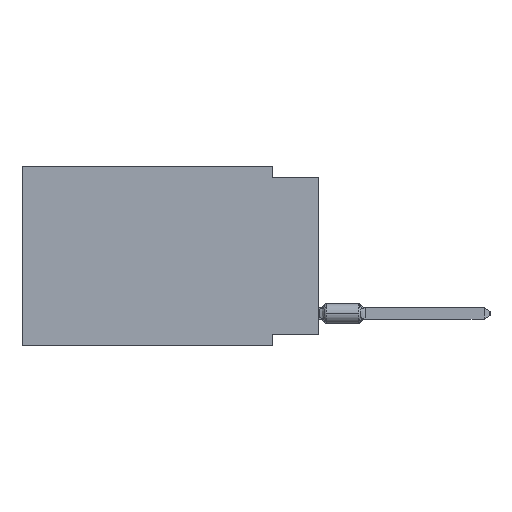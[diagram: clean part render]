
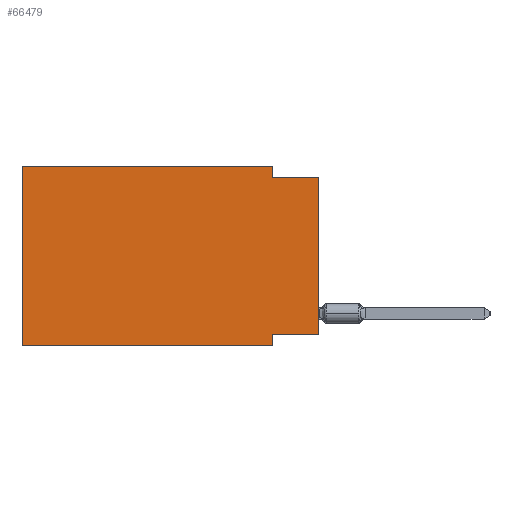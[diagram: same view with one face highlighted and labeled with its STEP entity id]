
A CAD part, left-side view. The second image highlights one B-rep face of the part: STEP entity #66479.
In plain terms, the highlighted planar face has unit normal (-1, 0, 0).
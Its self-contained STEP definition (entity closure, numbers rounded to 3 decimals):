
#214 = VECTOR ( 'NONE', #38477, 1000. ) ;
#1775 = VECTOR ( 'NONE', #21177, 1000. ) ;
#2303 = DIRECTION ( 'NONE',  ( 0., -1., 0. ) ) ;
#3177 = VECTOR ( 'NONE', #2303, 1000. ) ;
#3667 = VERTEX_POINT ( 'NONE', #34719 ) ;
#6708 = CARTESIAN_POINT ( 'NONE',  ( 0., 0., -9.271 ) ) ;
#8834 = CARTESIAN_POINT ( 'NONE',  ( 0., 2.54, -9.906 ) ) ;
#9068 = EDGE_CURVE ( 'NONE', #24226, #17908, #67245, .T. ) ;
#10057 = EDGE_CURVE ( 'NONE', #18360, #16369, #74741, .T. ) ;
#10272 = ORIENTED_EDGE ( 'NONE', *, *, #12321, .F. ) ;
#11916 = CARTESIAN_POINT ( 'NONE',  ( 0., 2.54, 0. ) ) ;
#12179 = ORIENTED_EDGE ( 'NONE', *, *, #34555, .T. ) ;
#12321 = EDGE_CURVE ( 'NONE', #26232, #3667, #55724, .T. ) ;
#14488 = PLANE ( 'NONE',  #69169 ) ;
#15398 = CARTESIAN_POINT ( 'NONE',  ( 0., 0., -9.271 ) ) ;
#15861 = VECTOR ( 'NONE', #50260, 1000. ) ;
#16369 = VERTEX_POINT ( 'NONE', #62007 ) ;
#16555 = VECTOR ( 'NONE', #55126, 1000. ) ;
#17908 = VERTEX_POINT ( 'NONE', #48502 ) ;
#18360 = VERTEX_POINT ( 'NONE', #6708 ) ;
#18386 = ORIENTED_EDGE ( 'NONE', *, *, #9068, .T. ) ;
#19968 = FACE_OUTER_BOUND ( 'NONE', #22872, .T. ) ;
#20360 = ORIENTED_EDGE ( 'NONE', *, *, #63897, .F. ) ;
#21177 = DIRECTION ( 'NONE',  ( 0., -1., 0. ) ) ;
#22362 = CARTESIAN_POINT ( 'NONE',  ( 0., 16.383, 0. ) ) ;
#22695 = VECTOR ( 'NONE', #40895, 1000. ) ;
#22872 = EDGE_LOOP ( 'NONE', ( #12179, #10272, #68155, #20360, #52066, #18386, #35449, #44836 ) ) ;
#24226 = VERTEX_POINT ( 'NONE', #24864 ) ;
#24864 = CARTESIAN_POINT ( 'NONE',  ( 0., 16.383, -9.906 ) ) ;
#25845 = CARTESIAN_POINT ( 'NONE',  ( 0., 16.383, -9.906 ) ) ;
#26232 = VERTEX_POINT ( 'NONE', #34831 ) ;
#27246 = CARTESIAN_POINT ( 'NONE',  ( 0., 0., 0. ) ) ;
#31665 = DIRECTION ( 'NONE',  ( 0., 0., -1. ) ) ;
#31919 = CARTESIAN_POINT ( 'NONE',  ( 0., 0., -0.635 ) ) ;
#33087 = LINE ( 'NONE', #27246, #15861 ) ;
#34555 = EDGE_CURVE ( 'NONE', #18360, #3667, #33087, .T. ) ;
#34719 = CARTESIAN_POINT ( 'NONE',  ( 0., 0., -0.635 ) ) ;
#34831 = CARTESIAN_POINT ( 'NONE',  ( 0., 2.54, -0.635 ) ) ;
#35449 = ORIENTED_EDGE ( 'NONE', *, *, #60884, .F. ) ;
#38477 = DIRECTION ( 'NONE',  ( 0., 0., -1. ) ) ;
#40895 = DIRECTION ( 'NONE',  ( 0., 0., -1. ) ) ;
#43319 = CARTESIAN_POINT ( 'NONE',  ( 0., 16.383, 0. ) ) ;
#44836 = ORIENTED_EDGE ( 'NONE', *, *, #10057, .F. ) ;
#45425 = DIRECTION ( 'NONE',  ( 0., 1., 0. ) ) ;
#45772 = LINE ( 'NONE', #22362, #64301 ) ;
#46241 = VERTEX_POINT ( 'NONE', #43319 ) ;
#48502 = CARTESIAN_POINT ( 'NONE',  ( 0., 2.54, -9.906 ) ) ;
#50110 = VECTOR ( 'NONE', #45425, 1000. ) ;
#50260 = DIRECTION ( 'NONE',  ( 0., 0., 1. ) ) ;
#52014 = DIRECTION ( 'NONE',  ( 0., 0., 1. ) ) ;
#52066 = ORIENTED_EDGE ( 'NONE', *, *, #67944, .F. ) ;
#55126 = DIRECTION ( 'NONE',  ( 0., -1., 0. ) ) ;
#55724 = LINE ( 'NONE', #31919, #3177 ) ;
#57845 = LINE ( 'NONE', #69211, #1775 ) ;
#58847 = CARTESIAN_POINT ( 'NONE',  ( 0., 2.54, 0. ) ) ;
#60884 = EDGE_CURVE ( 'NONE', #16369, #17908, #74787, .T. ) ;
#61722 = CARTESIAN_POINT ( 'NONE',  ( 0., 16.383, 0. ) ) ;
#61797 = EDGE_CURVE ( 'NONE', #62103, #26232, #76436, .T. ) ;
#62007 = CARTESIAN_POINT ( 'NONE',  ( 0., 2.54, -9.271 ) ) ;
#62103 = VERTEX_POINT ( 'NONE', #11916 ) ;
#63897 = EDGE_CURVE ( 'NONE', #46241, #62103, #57845, .T. ) ;
#64301 = VECTOR ( 'NONE', #52014, 1000. ) ;
#66479 = ADVANCED_FACE ( 'NONE', ( #19968 ), #14488, .F. ) ;
#67245 = LINE ( 'NONE', #25845, #16555 ) ;
#67944 = EDGE_CURVE ( 'NONE', #24226, #46241, #45772, .T. ) ;
#68155 = ORIENTED_EDGE ( 'NONE', *, *, #61797, .F. ) ;
#69169 = AXIS2_PLACEMENT_3D ( 'NONE', #61722, #73456, #31665 ) ;
#69211 = CARTESIAN_POINT ( 'NONE',  ( 0., 16.383, 0. ) ) ;
#73456 = DIRECTION ( 'NONE',  ( 1., 0., 0. ) ) ;
#74741 = LINE ( 'NONE', #15398, #50110 ) ;
#74787 = LINE ( 'NONE', #8834, #214 ) ;
#76436 = LINE ( 'NONE', #58847, #22695 ) ;
